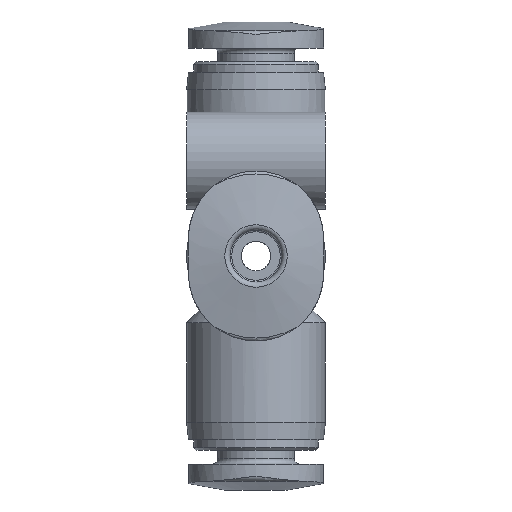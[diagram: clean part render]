
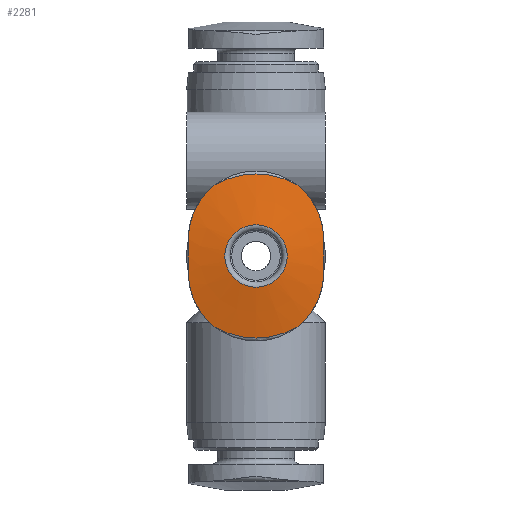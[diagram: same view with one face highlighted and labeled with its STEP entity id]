
A CAD part, left-side view. The second image highlights one B-rep face of the part: STEP entity #2281.
In plain terms, the highlighted conical face has half-angle 80 degrees and reference radius 1.8 mm.
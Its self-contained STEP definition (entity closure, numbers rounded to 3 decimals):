
#65=CONICAL_SURFACE('',#2472,1.8,1.396);
#213=CIRCLE('',#2469,4.735);
#214=CIRCLE('',#2471,4.735);
#215=CIRCLE('',#2473,1.8);
#513=ORIENTED_EDGE('',*,*,#780,.F.);
#514=ORIENTED_EDGE('',*,*,#769,.T.);
#515=ORIENTED_EDGE('',*,*,#774,.T.);
#516=ORIENTED_EDGE('',*,*,#778,.T.);
#517=ORIENTED_EDGE('',*,*,#779,.F.);
#518=ORIENTED_EDGE('',*,*,#775,.T.);
#519=ORIENTED_EDGE('',*,*,#767,.T.);
#520=ORIENTED_EDGE('',*,*,#772,.T.);
#521=ORIENTED_EDGE('',*,*,#781,.T.);
#767=EDGE_CURVE('',#937,#938,#1028,.T.);
#769=EDGE_CURVE('',#940,#939,#1029,.T.);
#772=EDGE_CURVE('',#938,#942,#1032,.T.);
#774=EDGE_CURVE('',#939,#943,#1033,.T.);
#775=EDGE_CURVE('',#944,#937,#1034,.T.);
#778=EDGE_CURVE('',#943,#946,#1037,.T.);
#779=EDGE_CURVE('',#944,#946,#213,.T.);
#780=EDGE_CURVE('',#940,#942,#214,.T.);
#781=EDGE_CURVE('',#947,#947,#215,.T.);
#937=VERTEX_POINT('',#3467);
#938=VERTEX_POINT('',#3469);
#939=VERTEX_POINT('',#3476);
#940=VERTEX_POINT('',#3481);
#942=VERTEX_POINT('',#3491);
#943=VERTEX_POINT('',#3498);
#944=VERTEX_POINT('',#3508);
#946=VERTEX_POINT('',#3518);
#947=VERTEX_POINT('',#3529);
#1028=B_SPLINE_CURVE_WITH_KNOTS('',3,(#3470,#3471,#3472,#3473),
 .UNSPECIFIED.,.F.,.F.,(4,4),(0.002,0.004),
 .UNSPECIFIED.);
#1029=B_SPLINE_CURVE_WITH_KNOTS('',3,(#3477,#3478,#3479,#3480),
 .UNSPECIFIED.,.F.,.F.,(4,4),(0.,0.004),
 .UNSPECIFIED.);
#1032=B_SPLINE_CURVE_WITH_KNOTS('',3,(#3492,#3493,#3494,#3495),
 .UNSPECIFIED.,.F.,.F.,(4,4),(0.,0.004),
 .UNSPECIFIED.);
#1033=B_SPLINE_CURVE_WITH_KNOTS('',3,(#3499,#3500,#3501,#3502),
 .UNSPECIFIED.,.F.,.F.,(4,4),(0.002,0.004),
 .UNSPECIFIED.);
#1034=B_SPLINE_CURVE_WITH_KNOTS('',3,(#3504,#3505,#3506,#3507),
 .UNSPECIFIED.,.F.,.F.,(4,4),(0.,0.004),
 .UNSPECIFIED.);
#1037=B_SPLINE_CURVE_WITH_KNOTS('',3,(#3519,#3520,#3521,#3522),
 .UNSPECIFIED.,.F.,.F.,(4,4),(0.,0.004),
 .UNSPECIFIED.);
#1182=EDGE_LOOP('',(#513,#514,#515,#516,#517,#518,#519,#520));
#1183=EDGE_LOOP('',(#521));
#1360=FACE_BOUND('',#1182,.T.);
#1361=FACE_BOUND('',#1183,.T.);
#2281=ADVANCED_FACE('',(#1360,#1361),#65,.T.);
#2469=AXIS2_PLACEMENT_3D('',#3524,#2845,#2846);
#2471=AXIS2_PLACEMENT_3D('',#3526,#2849,#2850);
#2472=AXIS2_PLACEMENT_3D('',#3527,#2851,#2852);
#2473=AXIS2_PLACEMENT_3D('',#3528,#2853,#2854);
#2845=DIRECTION('',(1.,0.,0.));
#2846=DIRECTION('',(0.,0.,-1.));
#2849=DIRECTION('',(1.,0.,0.));
#2850=DIRECTION('',(0.,0.,-1.));
#2851=DIRECTION('',(1.,0.,0.));
#2852=DIRECTION('',(0.,0.,-1.));
#2853=DIRECTION('',(1.,0.,0.));
#2854=DIRECTION('',(0.,0.,-1.));
#3467=CARTESIAN_POINT('',(-13.107,3.9,1.));
#3469=CARTESIAN_POINT('',(-13.107,3.9,-1.));
#3470=CARTESIAN_POINT('',(-13.107,3.9,1.));
#3471=CARTESIAN_POINT('',(-13.137,3.9,0.334));
#3472=CARTESIAN_POINT('',(-13.137,3.9,-0.333));
#3473=CARTESIAN_POINT('',(-13.107,3.9,-1.));
#3476=CARTESIAN_POINT('',(-13.107,-3.9,-1.));
#3477=CARTESIAN_POINT('',(-12.983,-2.361,-4.104));
#3478=CARTESIAN_POINT('',(-13.01,-3.321,-3.373));
#3479=CARTESIAN_POINT('',(-13.055,-3.9,-2.206));
#3480=CARTESIAN_POINT('',(-13.107,-3.9,-1.));
#3481=CARTESIAN_POINT('',(-12.983,-2.361,-4.104));
#3491=CARTESIAN_POINT('',(-12.983,2.361,-4.104));
#3492=CARTESIAN_POINT('',(-13.107,3.9,-1.));
#3493=CARTESIAN_POINT('',(-13.055,3.9,-2.206));
#3494=CARTESIAN_POINT('',(-13.01,3.322,-3.373));
#3495=CARTESIAN_POINT('',(-12.983,2.361,-4.104));
#3498=CARTESIAN_POINT('',(-13.107,-3.9,1.));
#3499=CARTESIAN_POINT('',(-13.107,-3.9,-1.));
#3500=CARTESIAN_POINT('',(-13.137,-3.9,-0.334));
#3501=CARTESIAN_POINT('',(-13.137,-3.9,0.333));
#3502=CARTESIAN_POINT('',(-13.107,-3.9,1.));
#3504=CARTESIAN_POINT('',(-12.983,2.361,4.104));
#3505=CARTESIAN_POINT('',(-13.01,3.321,3.373));
#3506=CARTESIAN_POINT('',(-13.055,3.9,2.206));
#3507=CARTESIAN_POINT('',(-13.107,3.9,1.));
#3508=CARTESIAN_POINT('',(-12.983,2.361,4.104));
#3518=CARTESIAN_POINT('',(-12.983,-2.361,4.104));
#3519=CARTESIAN_POINT('',(-13.107,-3.9,1.));
#3520=CARTESIAN_POINT('',(-13.055,-3.9,2.206));
#3521=CARTESIAN_POINT('',(-13.01,-3.322,3.373));
#3522=CARTESIAN_POINT('',(-12.983,-2.361,4.104));
#3524=CARTESIAN_POINT('',(-12.983,0.,0.));
#3526=CARTESIAN_POINT('',(-12.983,0.,0.));
#3527=CARTESIAN_POINT('',(-13.5,0.,0.));
#3528=CARTESIAN_POINT('',(-13.5,0.,0.));
#3529=CARTESIAN_POINT('',(-13.5,0.,-1.8));
